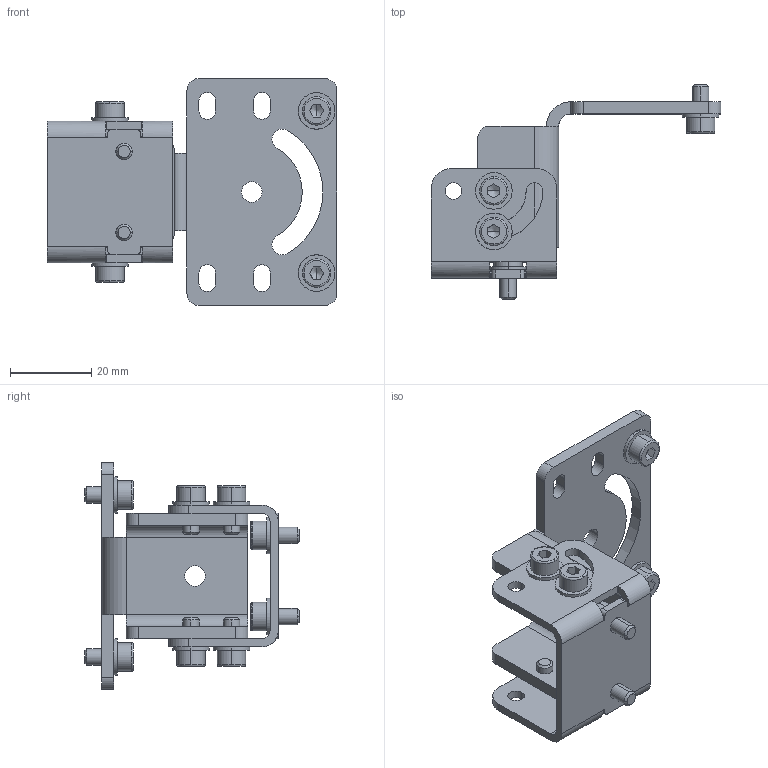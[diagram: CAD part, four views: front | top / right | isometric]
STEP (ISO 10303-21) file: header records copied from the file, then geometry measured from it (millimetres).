
FILE_DESCRIPTION((''),'2;1');
FILE_NAME('CAD-8571_SW0001','2022-10-25T11:21:50',('creinig-se'),(''),'CREO PARAMETRIC BY PTC INC, 2019292','CREO PARAMETRIC BY PTC INC, 2019292','');
FILE_SCHEMA(('CONFIG_CONTROL_DESIGN','SHAPE_APPEARANCE_LAYERS_GROUPS'));
Length unit declared in the file: millimetre
Products named in the file (1): CAD-8571_SW0001
Bounding box: 71.5 x 52.9 x 56 mm (x, y, z)
Volume: 17518.2 mm3; surface area: 15393.9 mm2
Topology: 1 solids, 1 shells, 354 faces, 947 edges, 603 vertices
Faces by surface type: plane 144, cylinder 134, torus 36, cone 32, bspline 8
Entity records: 14589 total; most frequent: CARTESIAN_POINT 2986, DIRECTION 1974, ORIENTED_EDGE 1862, EDGE_CURVE 931, AXIS2_PLACEMENT_3D 777, VERTEX_POINT 603, CIRCLE 431, VECTOR 420
